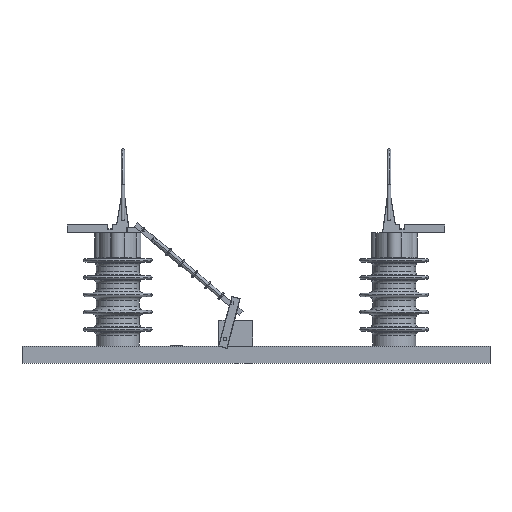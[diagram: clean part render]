
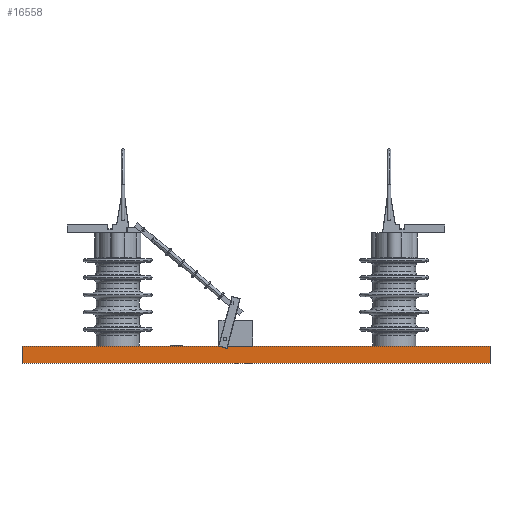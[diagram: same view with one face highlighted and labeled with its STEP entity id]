
A CAD part, front view. The second image highlights one B-rep face of the part: STEP entity #16558.
In plain terms, the highlighted planar face has unit normal (0, -1, 0).
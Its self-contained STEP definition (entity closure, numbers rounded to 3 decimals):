
#14930=DIRECTION('',(0.,0.,1.));
#14931=VECTOR('',#14930,20.);
#14932=CARTESIAN_POINT('',(545.,0.,0.));
#14933=LINE('',#14932,#14931);
#14937=DIRECTION('',(1.,0.,0.));
#14938=VECTOR('',#14937,545.);
#14939=CARTESIAN_POINT('',(0.,0.,0.));
#14940=LINE('',#14939,#14938);
#14944=DIRECTION('',(0.,0.,-1.));
#14945=VECTOR('',#14944,20.);
#14946=CARTESIAN_POINT('',(0.,0.,20.));
#14947=LINE('',#14946,#14945);
#14951=DIRECTION('',(-1.,0.,0.));
#14952=VECTOR('',#14951,545.);
#14953=CARTESIAN_POINT('',(545.,0.,20.));
#14954=LINE('',#14953,#14952);
#16266=CARTESIAN_POINT('',(0.,0.,0.));
#16268=VERTEX_POINT('',#16266);
#16271=CARTESIAN_POINT('',(545.,0.,0.));
#16272=VERTEX_POINT('',#16271);
#16465=CARTESIAN_POINT('',(0.,0.,20.));
#16466=VERTEX_POINT('',#16465);
#16479=CARTESIAN_POINT('',(545.,0.,20.));
#16480=VERTEX_POINT('',#16479);
#16544=CARTESIAN_POINT('',(445.,0.,20.));
#16545=DIRECTION('',(0.,-1.,0.));
#16546=DIRECTION('',(0.,0.,-1.));
#16547=AXIS2_PLACEMENT_3D('',#16544,#16545,#16546);
#16548=PLANE('',#16547);
#16550=ORIENTED_EDGE('',*,*,#16549,.F.);
#16552=ORIENTED_EDGE('',*,*,#16551,.F.);
#16553=ORIENTED_EDGE('',*,*,#16526,.F.);
#16555=ORIENTED_EDGE('',*,*,#16554,.F.);
#16556=EDGE_LOOP('',(#16550,#16552,#16553,#16555));
#16557=FACE_OUTER_BOUND('',#16556,.F.);
#16526=EDGE_CURVE('',#16466,#16268,#14947,.T.);
#16549=EDGE_CURVE('',#16272,#16480,#14933,.T.);
#16551=EDGE_CURVE('',#16268,#16272,#14940,.T.);
#16554=EDGE_CURVE('',#16480,#16466,#14954,.T.);
#16558=ADVANCED_FACE('',(#16557),#16548,.T.);
